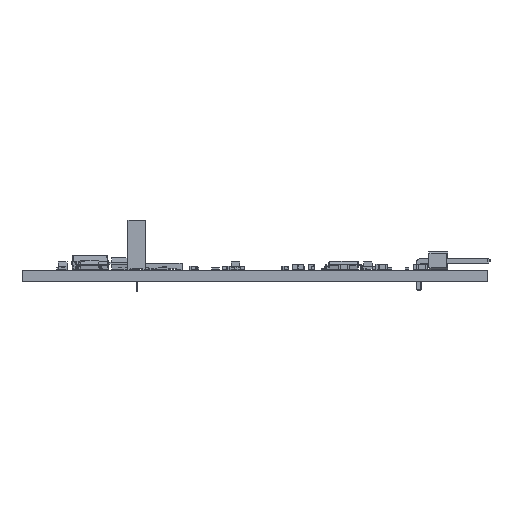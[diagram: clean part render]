
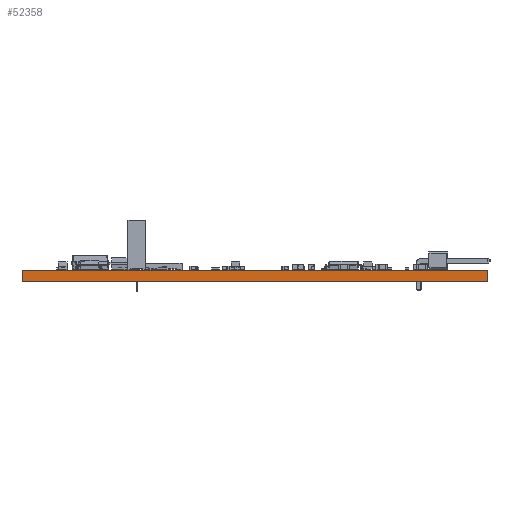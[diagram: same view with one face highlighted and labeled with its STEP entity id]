
A CAD part, front view. The second image highlights one B-rep face of the part: STEP entity #52358.
In plain terms, the highlighted planar face has unit normal (0, -1, 0).
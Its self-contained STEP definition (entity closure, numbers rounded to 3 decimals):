
#52358 = ADVANCED_FACE('',(#52359),#52393,.T.);
#52359 = FACE_BOUND('',#52360,.T.);
#52360 = EDGE_LOOP('',(#52361,#52371,#52379,#52387));
#52361 = ORIENTED_EDGE('',*,*,#52362,.T.);
#52362 = EDGE_CURVE('',#52363,#52365,#52367,.T.);
#52363 = VERTEX_POINT('',#52364);
#52364 = CARTESIAN_POINT('',(66.,-0.,0.));
#52365 = VERTEX_POINT('',#52366);
#52366 = CARTESIAN_POINT('',(66.,0.,1.6));
#52367 = LINE('',#52368,#52369);
#52368 = CARTESIAN_POINT('',(66.,-0.,0.));
#52369 = VECTOR('',#52370,1.);
#52370 = DIRECTION('',(0.,0.,1.));
#52371 = ORIENTED_EDGE('',*,*,#52372,.T.);
#52372 = EDGE_CURVE('',#52365,#52373,#52375,.T.);
#52373 = VERTEX_POINT('',#52374);
#52374 = CARTESIAN_POINT('',(0.,0.,1.6));
#52375 = LINE('',#52376,#52377);
#52376 = CARTESIAN_POINT('',(66.,0.,1.6));
#52377 = VECTOR('',#52378,1.);
#52378 = DIRECTION('',(-1.,0.,0.));
#52379 = ORIENTED_EDGE('',*,*,#52380,.F.);
#52380 = EDGE_CURVE('',#52381,#52373,#52383,.T.);
#52381 = VERTEX_POINT('',#52382);
#52382 = CARTESIAN_POINT('',(0.,-0.,0.));
#52383 = LINE('',#52384,#52385);
#52384 = CARTESIAN_POINT('',(0.,-0.,0.));
#52385 = VECTOR('',#52386,1.);
#52386 = DIRECTION('',(0.,0.,1.));
#52387 = ORIENTED_EDGE('',*,*,#52388,.F.);
#52388 = EDGE_CURVE('',#52363,#52381,#52389,.T.);
#52389 = LINE('',#52390,#52391);
#52390 = CARTESIAN_POINT('',(66.,-0.,0.));
#52391 = VECTOR('',#52392,1.);
#52392 = DIRECTION('',(-1.,0.,0.));
#52393 = PLANE('',#52394);
#52394 = AXIS2_PLACEMENT_3D('',#52395,#52396,#52397);
#52395 = CARTESIAN_POINT('',(66.,0.,0.));
#52396 = DIRECTION('',(0.,-1.,0.));
#52397 = DIRECTION('',(-1.,0.,0.));
